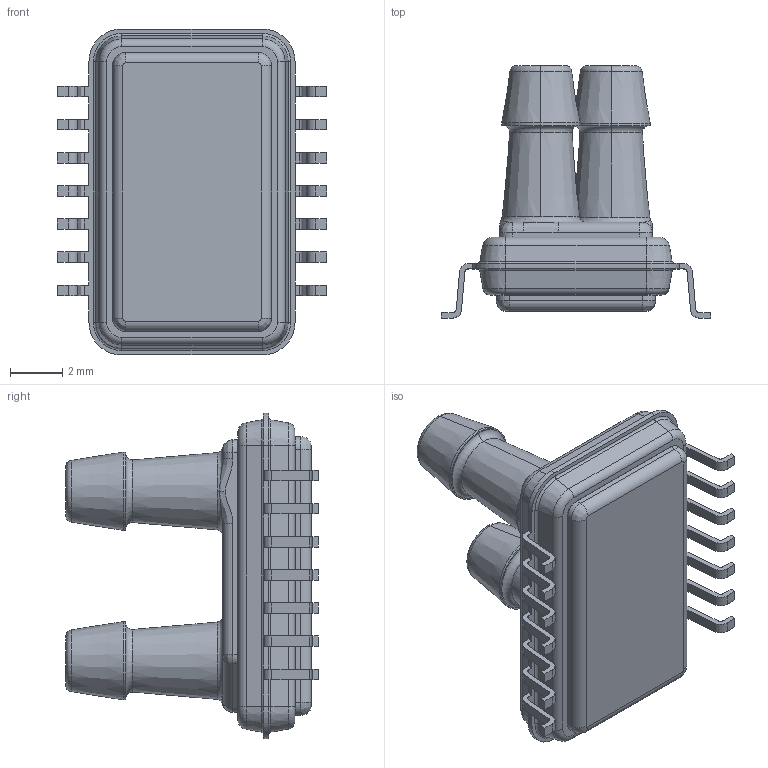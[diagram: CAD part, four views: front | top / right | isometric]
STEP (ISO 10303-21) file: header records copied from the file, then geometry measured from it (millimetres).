
FILE_DESCRIPTION((''),'2;1');
FILE_NAME('C-5525DSO-DB001DS','2020-03-11T06:40:17',('workeradm'),('TE Connectivity Ltd.'),'CREO PARAMETRIC BY PTC INC, 2019292','CREO PARAMETRIC BY PTC INC, 2019292','');
FILE_SCHEMA(('AUTOMOTIVE_DESIGN { 1 0 10303 214 1 1 1 1 }'));
Length unit declared in the file: millimetre
Products named in the file (1): C-5525DSO-DB001DS
Bounding box: 10.32 x 9.68 x 12.5 mm (x, y, z)
Volume: 331.3 mm3; surface area: 431.2 mm2
Topology: 1 solids, 1 shells, 332 faces, 865 edges, 543 vertices
Faces by surface type: plane 158, cylinder 106, torus 32, cone 20, bspline 16
Entity records: 11114 total; most frequent: CARTESIAN_POINT 2502, DIRECTION 1786, ORIENTED_EDGE 1730, EDGE_CURVE 865, AXIS2_PLACEMENT_3D 621, VECTOR 544, LINE 544, VERTEX_POINT 543
